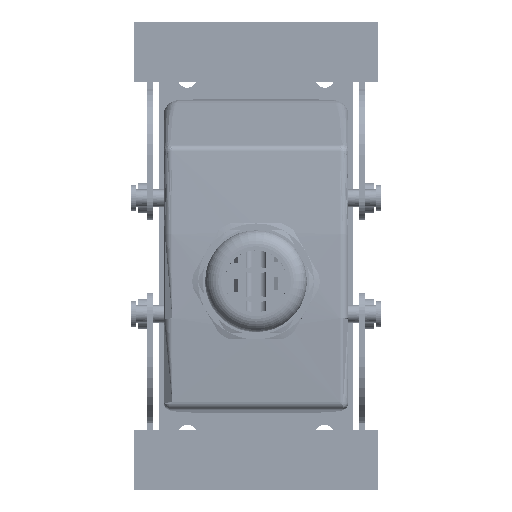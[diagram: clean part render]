
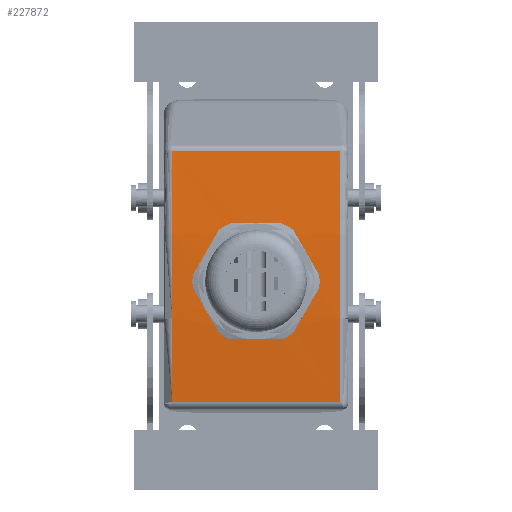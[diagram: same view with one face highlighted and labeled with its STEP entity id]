
A CAD part, top view. The second image highlights one B-rep face of the part: STEP entity #227872.
In plain terms, the highlighted cylindrical face has radius 300 mm (diameter 600 mm), a partial arc.
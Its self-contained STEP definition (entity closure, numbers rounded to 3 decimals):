
#227772=AXIS2_PLACEMENT_3D('Cylinder Axis2P3D',#227769,#227770,#227771) ;
#227776=AXIS2_PLACEMENT_3D('Circle Axis2P3D',#227774,#227775,$) ;
#227792=AXIS2_PLACEMENT_3D('Circle Axis2P3D',#227790,#227791,$) ;
#227769=CARTESIAN_POINT('Axis2P3D Location',(29.,48.5,-217.25)) ;
#227774=CARTESIAN_POINT('Axis2P3D Location',(48.5,48.5,-217.25)) ;
#227778=CARTESIAN_POINT('Vertex',(48.5,20.451,81.436)) ;
#227780=CARTESIAN_POINT('Vertex',(48.5,78.927,81.203)) ;
#227783=CARTESIAN_POINT('Line Origine',(29.,78.927,81.203)) ;
#227787=CARTESIAN_POINT('Vertex',(9.5,78.927,81.203)) ;
#227790=CARTESIAN_POINT('Axis2P3D Location',(9.5,48.5,-217.25)) ;
#227794=CARTESIAN_POINT('Vertex',(9.5,20.451,81.436)) ;
#227797=CARTESIAN_POINT('Line Origine',(29.,20.451,81.436)) ;
#227809=CARTESIAN_POINT('Control Point',(28.999,61.502,82.468)) ;
#227810=CARTESIAN_POINT('Control Point',(25.379,61.502,82.468)) ;
#227811=CARTESIAN_POINT('Control Point',(21.758,60.269,82.521)) ;
#227812=CARTESIAN_POINT('Control Point',(18.7,57.756,82.634)) ;
#227813=CARTESIAN_POINT('Control Point',(16.815,54.413,82.713)) ;
#227814=CARTESIAN_POINT('Control Point',(16.163,50.848,82.741)) ;
#227815=CARTESIAN_POINT('Vertex',(28.999,61.502,82.468)) ;
#227817=CARTESIAN_POINT('Vertex',(16.163,50.848,82.741)) ;
#227821=CARTESIAN_POINT('Control Point',(28.999,61.502,82.468)) ;
#227822=CARTESIAN_POINT('Control Point',(32.62,61.502,82.468)) ;
#227823=CARTESIAN_POINT('Control Point',(36.241,60.27,82.521)) ;
#227824=CARTESIAN_POINT('Control Point',(39.3,57.757,82.634)) ;
#227825=CARTESIAN_POINT('Control Point',(41.185,54.413,82.713)) ;
#227826=CARTESIAN_POINT('Control Point',(41.837,50.848,82.741)) ;
#227827=CARTESIAN_POINT('Vertex',(41.837,50.848,82.741)) ;
#227831=CARTESIAN_POINT('Control Point',(41.837,50.848,82.741)) ;
#227832=CARTESIAN_POINT('Control Point',(42.12,49.3,82.753)) ;
#227833=CARTESIAN_POINT('Control Point',(42.12,47.7,82.753)) ;
#227834=CARTESIAN_POINT('Control Point',(41.837,46.152,82.741)) ;
#227835=CARTESIAN_POINT('Vertex',(41.837,46.152,82.741)) ;
#227839=CARTESIAN_POINT('Control Point',(29.001,35.498,82.468)) ;
#227840=CARTESIAN_POINT('Control Point',(32.621,35.498,82.468)) ;
#227841=CARTESIAN_POINT('Control Point',(36.242,36.731,82.521)) ;
#227842=CARTESIAN_POINT('Control Point',(39.3,39.244,82.634)) ;
#227843=CARTESIAN_POINT('Control Point',(41.185,42.587,82.713)) ;
#227844=CARTESIAN_POINT('Control Point',(41.837,46.152,82.741)) ;
#227845=CARTESIAN_POINT('Vertex',(29.001,35.498,82.468)) ;
#227849=CARTESIAN_POINT('Control Point',(29.001,35.498,82.468)) ;
#227850=CARTESIAN_POINT('Control Point',(25.38,35.498,82.468)) ;
#227851=CARTESIAN_POINT('Control Point',(21.759,36.73,82.521)) ;
#227852=CARTESIAN_POINT('Control Point',(18.7,39.243,82.634)) ;
#227853=CARTESIAN_POINT('Control Point',(16.815,42.587,82.713)) ;
#227854=CARTESIAN_POINT('Control Point',(16.163,46.152,82.741)) ;
#227855=CARTESIAN_POINT('Vertex',(16.163,46.152,82.741)) ;
#227859=CARTESIAN_POINT('Control Point',(16.163,46.152,82.741)) ;
#227860=CARTESIAN_POINT('Control Point',(15.88,47.7,82.753)) ;
#227861=CARTESIAN_POINT('Control Point',(15.88,49.3,82.753)) ;
#227862=CARTESIAN_POINT('Control Point',(16.163,50.848,82.741)) ;
#227770=DIRECTION('Axis2P3D Direction',(-1.,0.,0.)) ;
#227771=DIRECTION('Axis2P3D XDirection',(0.,-0.17,0.985)) ;
#227775=DIRECTION('Axis2P3D Direction',(-1.,0.,0.)) ;
#227784=DIRECTION('Vector Direction',(-1.,0.,0.)) ;
#227791=DIRECTION('Axis2P3D Direction',(-1.,0.,0.)) ;
#227798=DIRECTION('Vector Direction',(-1.,0.,0.)) ;
#227785=VECTOR('Line Direction',#227784,1.) ;
#227799=VECTOR('Line Direction',#227798,1.) ;
#227803=ORIENTED_EDGE('',*,*,#227782,.T.) ;
#227804=ORIENTED_EDGE('',*,*,#227789,.T.) ;
#227805=ORIENTED_EDGE('',*,*,#227796,.F.) ;
#227806=ORIENTED_EDGE('',*,*,#227801,.T.) ;
#227865=ORIENTED_EDGE('',*,*,#227819,.F.) ;
#227866=ORIENTED_EDGE('',*,*,#227829,.T.) ;
#227867=ORIENTED_EDGE('',*,*,#227837,.T.) ;
#227868=ORIENTED_EDGE('',*,*,#227847,.F.) ;
#227869=ORIENTED_EDGE('',*,*,#227857,.T.) ;
#227870=ORIENTED_EDGE('',*,*,#227863,.T.) ;
#227871=FACE_BOUND('',#227864,.T.) ;
#227872=ADVANCED_FACE('Hauptk\X2\00F6\X0\rper',(#227807,#227871),#227773,.T.) ;
#227808=B_SPLINE_CURVE_WITH_KNOTS('',5,(#227809,#227810,#227811,#227812,#227813,#227814),.UNSPECIFIED.,.F.,.U.,(6,6),(0.,26.154),.UNSPECIFIED.) ;
#227820=B_SPLINE_CURVE_WITH_KNOTS('',5,(#227821,#227822,#227823,#227824,#227825,#227826),.UNSPECIFIED.,.F.,.U.,(6,6),(0.,26.157),.UNSPECIFIED.) ;
#227830=B_SPLINE_CURVE_WITH_KNOTS('',3,(#227831,#227832,#227833,#227834),.UNSPECIFIED.,.F.,.U.,(4,4),(0.,6.697),.UNSPECIFIED.) ;
#227838=B_SPLINE_CURVE_WITH_KNOTS('',5,(#227839,#227840,#227841,#227842,#227843,#227844),.UNSPECIFIED.,.F.,.U.,(6,6),(0.,26.154),.UNSPECIFIED.) ;
#227848=B_SPLINE_CURVE_WITH_KNOTS('',5,(#227849,#227850,#227851,#227852,#227853,#227854),.UNSPECIFIED.,.F.,.U.,(6,6),(0.,26.157),.UNSPECIFIED.) ;
#227858=B_SPLINE_CURVE_WITH_KNOTS('',3,(#227859,#227860,#227861,#227862),.UNSPECIFIED.,.F.,.U.,(4,4),(0.,6.697),.UNSPECIFIED.) ;
#227777=CIRCLE('generated circle',#227776,300.) ;
#227793=CIRCLE('generated circle',#227792,300.) ;
#227773=CYLINDRICAL_SURFACE('generated cylinder',#227772,300.) ;
#227782=EDGE_CURVE('',#227779,#227781,#227777,.T.) ;
#227789=EDGE_CURVE('',#227781,#227788,#227786,.T.) ;
#227796=EDGE_CURVE('',#227795,#227788,#227793,.T.) ;
#227801=EDGE_CURVE('',#227795,#227779,#227800,.F.) ;
#227819=EDGE_CURVE('',#227816,#227818,#227808,.T.) ;
#227829=EDGE_CURVE('',#227816,#227828,#227820,.T.) ;
#227837=EDGE_CURVE('',#227828,#227836,#227830,.T.) ;
#227847=EDGE_CURVE('',#227846,#227836,#227838,.T.) ;
#227857=EDGE_CURVE('',#227846,#227856,#227848,.T.) ;
#227863=EDGE_CURVE('',#227856,#227818,#227858,.T.) ;
#227802=EDGE_LOOP('',(#227803,#227804,#227805,#227806)) ;
#227864=EDGE_LOOP('',(#227865,#227866,#227867,#227868,#227869,#227870)) ;
#227807=FACE_OUTER_BOUND('',#227802,.T.) ;
#227786=LINE('Line',#227783,#227785) ;
#227800=LINE('Line',#227797,#227799) ;
#227779=VERTEX_POINT('',#227778) ;
#227781=VERTEX_POINT('',#227780) ;
#227788=VERTEX_POINT('',#227787) ;
#227795=VERTEX_POINT('',#227794) ;
#227816=VERTEX_POINT('',#227815) ;
#227818=VERTEX_POINT('',#227817) ;
#227828=VERTEX_POINT('',#227827) ;
#227836=VERTEX_POINT('',#227835) ;
#227846=VERTEX_POINT('',#227845) ;
#227856=VERTEX_POINT('',#227855) ;
